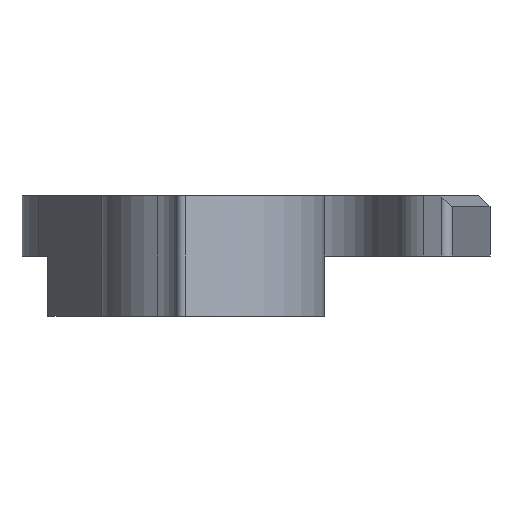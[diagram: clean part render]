
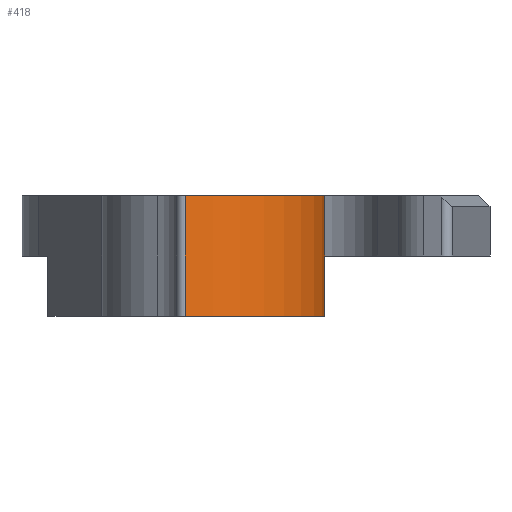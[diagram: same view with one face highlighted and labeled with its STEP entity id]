
A CAD part, front view. The second image highlights one B-rep face of the part: STEP entity #418.
In plain terms, the highlighted cylindrical face has radius 11.122 mm (diameter 22.244 mm), a partial arc.
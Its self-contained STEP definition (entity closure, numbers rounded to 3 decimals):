
#3 = CARTESIAN_POINT ( 'NONE',  ( 40.697, -40.051, 8. ) ) ;
#149 = CARTESIAN_POINT ( 'NONE',  ( 40.697, -40.051, 0. ) ) ;
#173 = DIRECTION ( 'NONE',  ( 0., 0., -1. ) ) ;
#176 = AXIS2_PLACEMENT_3D ( 'NONE', #3, #428, #849 ) ;
#179 = VERTEX_POINT ( 'NONE', #1071 ) ;
#250 = ORIENTED_EDGE ( 'NONE', *, *, #899, .T. ) ;
#252 = CARTESIAN_POINT ( 'NONE',  ( 42.561, -51.016, 8. ) ) ;
#263 = VERTEX_POINT ( 'NONE', #344 ) ;
#275 = FACE_OUTER_BOUND ( 'NONE', #1021, .T. ) ;
#314 = EDGE_CURVE ( 'NONE', #999, #468, #1204, .T. ) ;
#344 = CARTESIAN_POINT ( 'NONE',  ( 51.676, -38.272, 8. ) ) ;
#370 = DIRECTION ( 'NONE',  ( 0., 0., -1. ) ) ;
#372 = VECTOR ( 'NONE', #672, 1000. ) ;
#394 = AXIS2_PLACEMENT_3D ( 'NONE', #149, #570, #989 ) ;
#418 = ADVANCED_FACE ( 'NONE', ( #275 ), #694, .T. ) ;
#428 = DIRECTION ( 'NONE',  ( 0., 0., 1. ) ) ;
#468 = VERTEX_POINT ( 'NONE', #605 ) ;
#570 = DIRECTION ( 'NONE',  ( 0., 0., 1. ) ) ;
#593 = DIRECTION ( 'NONE',  ( -1., 0., 0. ) ) ;
#605 = CARTESIAN_POINT ( 'NONE',  ( 42.561, -51.016, 0. ) ) ;
#633 = EDGE_CURVE ( 'NONE', #999, #263, #767, .T. ) ;
#672 = DIRECTION ( 'NONE',  ( 0., 0., -1. ) ) ;
#685 = VECTOR ( 'NONE', #370, 1000. ) ;
#694 = CYLINDRICAL_SURFACE ( 'NONE', #1223, 11.122 ) ;
#767 = CIRCLE ( 'NONE', #176, 11.122 ) ;
#849 = DIRECTION ( 'NONE',  ( -1., 0., 0. ) ) ;
#896 = LINE ( 'NONE', #1325, #685 ) ;
#899 = EDGE_CURVE ( 'NONE', #468, #179, #993, .T. ) ;
#900 = ORIENTED_EDGE ( 'NONE', *, *, #960, .F. ) ;
#939 = ORIENTED_EDGE ( 'NONE', *, *, #314, .T. ) ;
#960 = EDGE_CURVE ( 'NONE', #263, #179, #896, .T. ) ;
#989 = DIRECTION ( 'NONE',  ( -1., 0., 0. ) ) ;
#993 = CIRCLE ( 'NONE', #394, 11.122 ) ;
#999 = VERTEX_POINT ( 'NONE', #1142 ) ;
#1021 = EDGE_LOOP ( 'NONE', ( #1317, #939, #250, #900 ) ) ;
#1071 = CARTESIAN_POINT ( 'NONE',  ( 51.676, -38.272, 0. ) ) ;
#1121 = CARTESIAN_POINT ( 'NONE',  ( 40.697, -40.051, 8. ) ) ;
#1142 = CARTESIAN_POINT ( 'NONE',  ( 42.561, -51.016, 8. ) ) ;
#1204 = LINE ( 'NONE', #252, #372 ) ;
#1223 = AXIS2_PLACEMENT_3D ( 'NONE', #1121, #173, #593 ) ;
#1317 = ORIENTED_EDGE ( 'NONE', *, *, #633, .F. ) ;
#1325 = CARTESIAN_POINT ( 'NONE',  ( 51.676, -38.272, 8. ) ) ;
